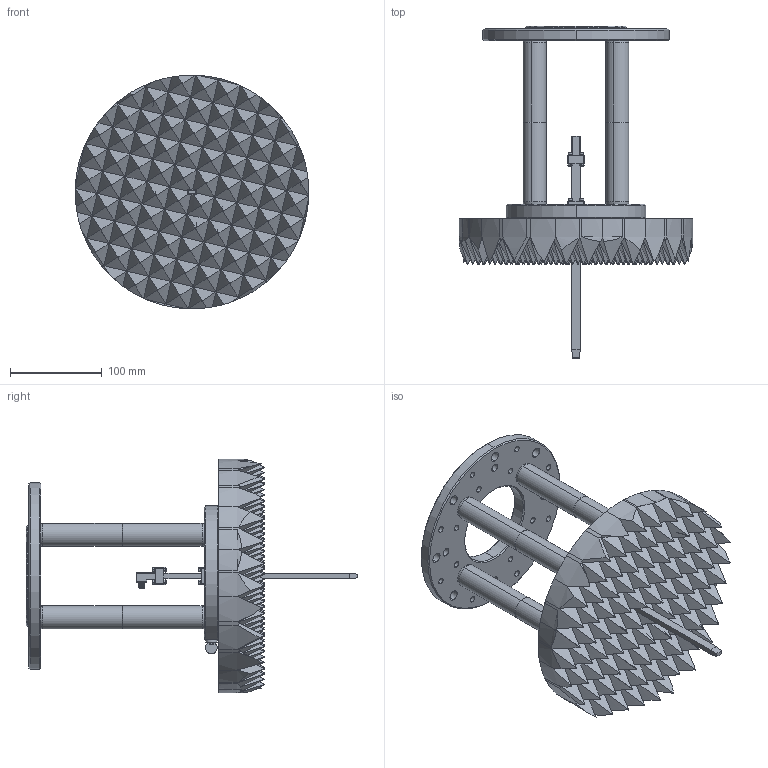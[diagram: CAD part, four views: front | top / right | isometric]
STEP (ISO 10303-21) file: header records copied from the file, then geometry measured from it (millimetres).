
FILE_DESCRIPTION (( 'STEP AP214' ), '1' );
FILE_NAME ('TY-MAA-AP-AC-R, Defeatured.STEP', '2024-07-11T16:45:08', ( '' ), ( '' ), 'SwSTEP 2.0', 'SolidWorks 2021', '' );
FILE_SCHEMA (( 'AUTOMOTIVE_DESIGN' ));
Length unit declared in the file: inch
Products named in the file (1): TY-MAA-AP-AC-R, Defeatured
Bounding box: 253.91 x 361.01 x 253.91 mm (x, y, z)
Volume: 2488172 mm3; surface area: 547961.4 mm2
Topology: 114 solids, 122 shells, 1945 faces, 4277 edges, 2635 vertices
Faces by surface type: plane 809, cylinder 455, bspline 398, cone 283
Entity records: 77456 total; most frequent: CARTESIAN_POINT 35886, ORIENTED_EDGE 8546, DIRECTION 7353, EDGE_CURVE 4273, VERTEX_POINT 2635, AXIS2_PLACEMENT_3D 2491, LINE 2371, VECTOR 2371
